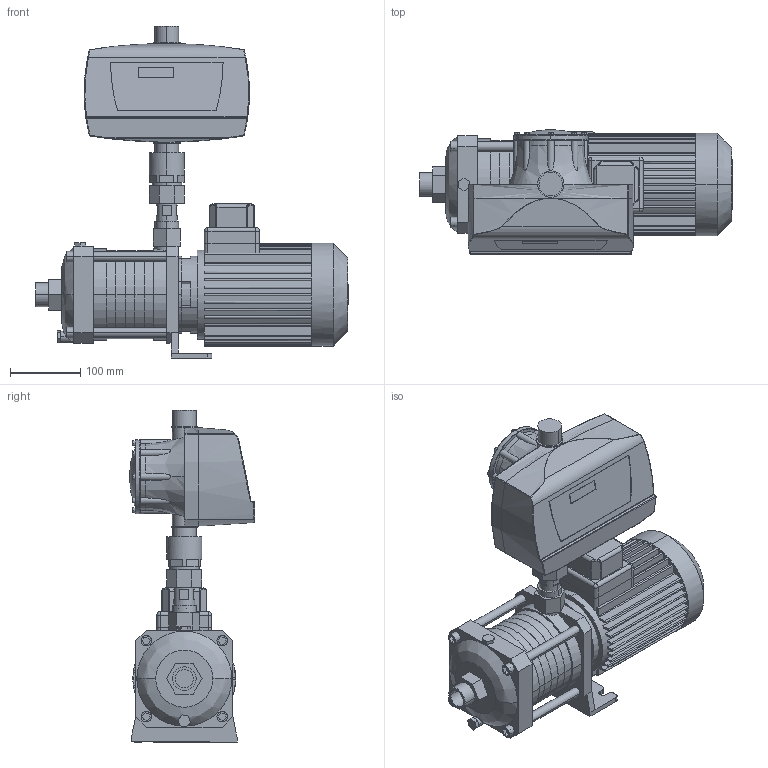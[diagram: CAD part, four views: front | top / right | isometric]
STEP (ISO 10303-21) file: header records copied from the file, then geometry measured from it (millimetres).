
FILE_DESCRIPTION((''),'2;1');
FILE_NAME('3d_EMHIL305EM-4161132.stp','2012-03-28T10:14:30',(''),(''),'Mechanical Desktop 2009','Mechanical Desktop 2009',', , ');
FILE_SCHEMA(('CONFIG_CONTROL_DESIGN'));
Length unit declared in the file: millimetre
Products named in the file (1): Product
Bounding box: 444.3 x 178 x 472 mm (x, y, z)
Volume: 9762177 mm3; surface area: 810939.8 mm2
Topology: 17 solids, 17 shells, 788 faces, 1985 edges, 1255 vertices
Faces by surface type: plane 418, cylinder 191, bspline 124, torus 36, sphere 17, cone 2
Full cylindrical faces by diameter (mm): 33.7 x2
Entity records: 27418 total; most frequent: CARTESIAN_POINT 8366, DIRECTION 3997, ORIENTED_EDGE 3930, EDGE_CURVE 1965, AXIS2_PLACEMENT_3D 1430, VERTEX_POINT 1255, VECTOR 1137, LINE 1137
